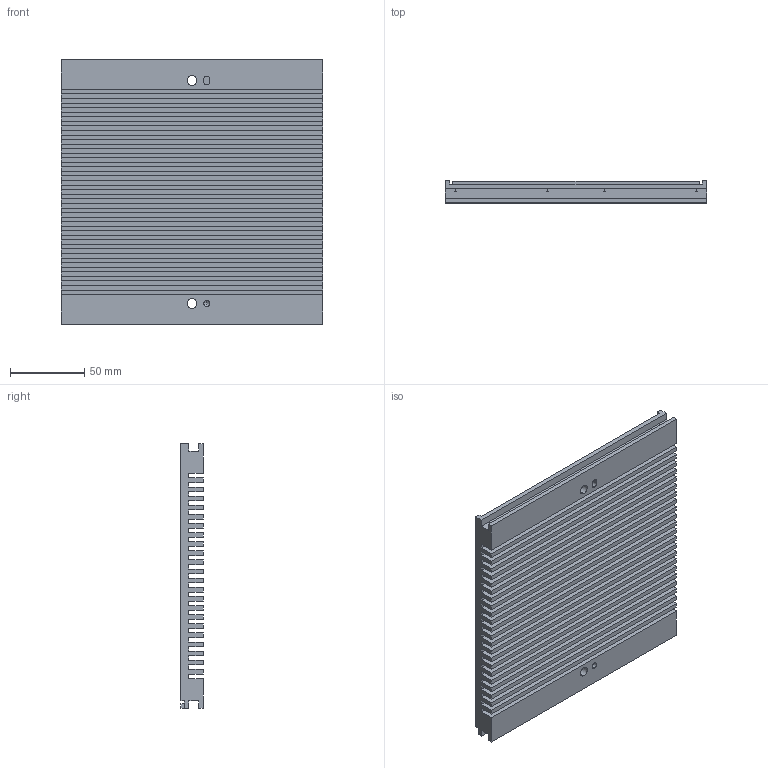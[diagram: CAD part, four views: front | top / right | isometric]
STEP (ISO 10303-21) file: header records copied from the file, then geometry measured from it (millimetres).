
FILE_DESCRIPTION (( 'STEP AP203' ), '1' );
FILE_NAME ('1_561-640nm_heatsink.STEP', '2021-09-30T02:50:45', ( '' ), ( '' ), 'SwSTEP 2.0', 'SolidWorks 2020', '' );
FILE_SCHEMA (( 'CONFIG_CONTROL_DESIGN' ));
Length unit declared in the file: millimetre
Products named in the file (1): 1_561-640nm_heatsink
Bounding box: 176 x 15 x 178 mm (x, y, z)
Volume: 267996.1 mm3; surface area: 155009.9 mm2
Topology: 1 solids, 1 shells, 168 faces, 471 edges, 299 vertices
Faces by surface type: plane 121, cylinder 29, cone 18
Entity records: 5288 total; most frequent: CARTESIAN_POINT 921, ORIENTED_EDGE 906, DIRECTION 849, EDGE_CURVE 453, LINE 395, VECTOR 395, VERTEX_POINT 299, AXIS2_PLACEMENT_3D 227
